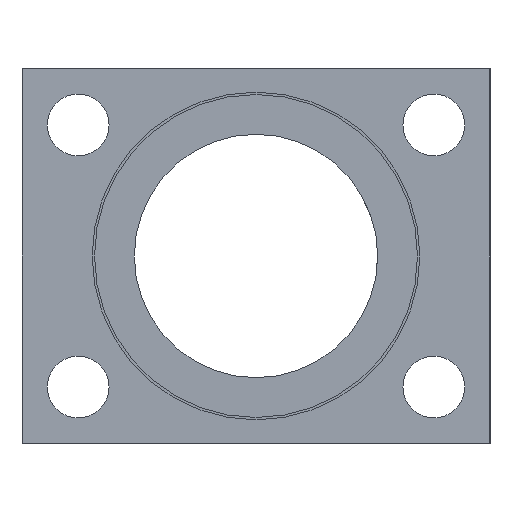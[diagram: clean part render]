
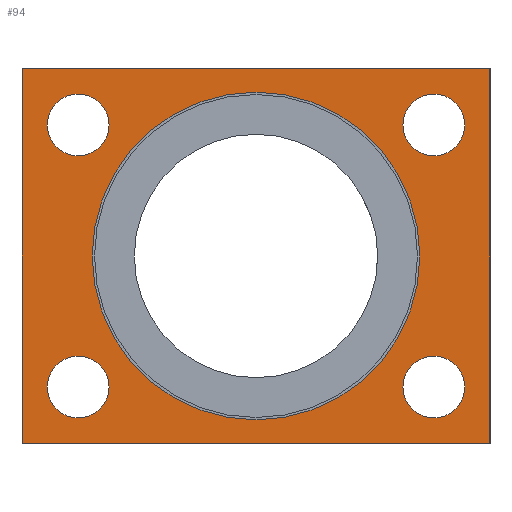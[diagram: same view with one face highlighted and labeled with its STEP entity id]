
A CAD part, left-side view. The second image highlights one B-rep face of the part: STEP entity #94.
In plain terms, the highlighted planar face has unit normal (-1, 0, 0).
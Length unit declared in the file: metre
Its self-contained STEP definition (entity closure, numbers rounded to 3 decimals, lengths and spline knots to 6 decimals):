
#94 = ADVANCED_FACE( '', ( #210, #211, #212, #213, #214, #215 ), #216, .F. );
#210 = FACE_BOUND( '', #327, .T. );
#211 = FACE_BOUND( '', #328, .T. );
#212 = FACE_BOUND( '', #329, .T. );
#213 = FACE_OUTER_BOUND( '', #330, .T. );
#214 = FACE_BOUND( '', #331, .T. );
#215 = FACE_BOUND( '', #332, .T. );
#216 = PLANE( '', #333 );
#327 = EDGE_LOOP( '', ( #494 ) );
#328 = EDGE_LOOP( '', ( #495 ) );
#329 = EDGE_LOOP( '', ( #496 ) );
#330 = EDGE_LOOP( '', ( #497, #498, #499, #500 ) );
#331 = EDGE_LOOP( '', ( #501 ) );
#332 = EDGE_LOOP( '', ( #502 ) );
#333 = AXIS2_PLACEMENT_3D( '', #503, #504, #505 );
#494 = ORIENTED_EDGE( '', *, *, #547, .T. );
#495 = ORIENTED_EDGE( '', *, *, #585, .T. );
#496 = ORIENTED_EDGE( '', *, *, #528, .T. );
#497 = ORIENTED_EDGE( '', *, *, #566, .T. );
#498 = ORIENTED_EDGE( '', *, *, #557, .T. );
#499 = ORIENTED_EDGE( '', *, *, #581, .T. );
#500 = ORIENTED_EDGE( '', *, *, #586, .F. );
#501 = ORIENTED_EDGE( '', *, *, #550, .T. );
#502 = ORIENTED_EDGE( '', *, *, #579, .T. );
#503 = CARTESIAN_POINT( '', ( -0.008, -0.1, -0.1 ) );
#504 = DIRECTION( '', ( 1., 0., 0. ) );
#505 = DIRECTION( '', ( 0., 0., -1. ) );
#528 = EDGE_CURVE( '', #593, #593, #594, .T. );
#547 = EDGE_CURVE( '', #624, #624, #625, .T. );
#550 = EDGE_CURVE( '', #629, #629, #630, .T. );
#557 = EDGE_CURVE( '', #640, #641, #642, .T. );
#566 = EDGE_CURVE( '', #654, #640, #655, .T. );
#579 = EDGE_CURVE( '', #674, #674, #675, .T. );
#581 = EDGE_CURVE( '', #641, #677, #678, .T. );
#585 = EDGE_CURVE( '', #682, #682, #683, .T. );
#586 = EDGE_CURVE( '', #654, #677, #684, .T. );
#593 = VERTEX_POINT( '', #691 );
#594 = CIRCLE( '', #692, 0.0175 );
#624 = VERTEX_POINT( '', #779 );
#625 = CIRCLE( '', #780, 0.0033 );
#629 = VERTEX_POINT( '', #784 );
#630 = CIRCLE( '', #785, 0.0033 );
#640 = VERTEX_POINT( '', #795 );
#641 = VERTEX_POINT( '', #796 );
#642 = LINE( '', #797, #798 );
#654 = VERTEX_POINT( '', #813 );
#655 = LINE( '', #814, #815 );
#674 = VERTEX_POINT( '', #838 );
#675 = CIRCLE( '', #839, 0.0033 );
#677 = VERTEX_POINT( '', #841 );
#678 = LINE( '', #842, #843 );
#682 = VERTEX_POINT( '', #848 );
#683 = CIRCLE( '', #849, 0.0033 );
#684 = LINE( '', #850, #851 );
#691 = CARTESIAN_POINT( '', ( -0.008, 0.0175, 0. ) );
#692 = AXIS2_PLACEMENT_3D( '', #858, #859, #860 );
#779 = CARTESIAN_POINT( '', ( -0.008, 0.0157, -0.014 ) );
#780 = AXIS2_PLACEMENT_3D( '', #891, #892, #893 );
#784 = CARTESIAN_POINT( '', ( -0.008, -0.0223, -0.014 ) );
#785 = AXIS2_PLACEMENT_3D( '', #897, #898, #899 );
#795 = CARTESIAN_POINT( '', ( -0.008, 0.025, -0.02 ) );
#796 = CARTESIAN_POINT( '', ( -0.008, -0.025, -0.02 ) );
#797 = CARTESIAN_POINT( '', ( -0.008, 0.025, -0.02 ) );
#798 = VECTOR( '', #909, 1. );
#813 = CARTESIAN_POINT( '', ( -0.008, 0.025, 0.02 ) );
#814 = CARTESIAN_POINT( '', ( -0.008, 0.025, 0.02 ) );
#815 = VECTOR( '', #916, 1. );
#838 = CARTESIAN_POINT( '', ( -0.008, 0.0157, 0.014 ) );
#839 = AXIS2_PLACEMENT_3D( '', #933, #934, #935 );
#841 = CARTESIAN_POINT( '', ( -0.008, -0.025, 0.02 ) );
#842 = CARTESIAN_POINT( '', ( -0.008, -0.025, 0.02 ) );
#843 = VECTOR( '', #936, 1. );
#848 = CARTESIAN_POINT( '', ( -0.008, -0.0223, 0.014 ) );
#849 = AXIS2_PLACEMENT_3D( '', #938, #939, #940 );
#850 = CARTESIAN_POINT( '', ( -0.008, 0.025, 0.02 ) );
#851 = VECTOR( '', #941, 1. );
#858 = CARTESIAN_POINT( '', ( -0.008, 0., 0. ) );
#859 = DIRECTION( '', ( 1., 0., 0. ) );
#860 = DIRECTION( '', ( 0., 1., 0. ) );
#891 = CARTESIAN_POINT( '', ( -0.008, 0.019, -0.014 ) );
#892 = DIRECTION( '', ( 1., 0., 0. ) );
#893 = DIRECTION( '', ( 0., -1., 0. ) );
#897 = CARTESIAN_POINT( '', ( -0.008, -0.019, -0.014 ) );
#898 = DIRECTION( '', ( 1., 0., 0. ) );
#899 = DIRECTION( '', ( 0., -1., 0. ) );
#909 = DIRECTION( '', ( 0., -1., 0. ) );
#916 = DIRECTION( '', ( 0., 0., -1. ) );
#933 = CARTESIAN_POINT( '', ( -0.008, 0.019, 0.014 ) );
#934 = DIRECTION( '', ( 1., 0., 0. ) );
#935 = DIRECTION( '', ( 0., -1., 0. ) );
#936 = DIRECTION( '', ( 0., 0., 1. ) );
#938 = CARTESIAN_POINT( '', ( -0.008, -0.019, 0.014 ) );
#939 = DIRECTION( '', ( 1., 0., 0. ) );
#940 = DIRECTION( '', ( 0., -1., 0. ) );
#941 = DIRECTION( '', ( 0., -1., 0. ) );
